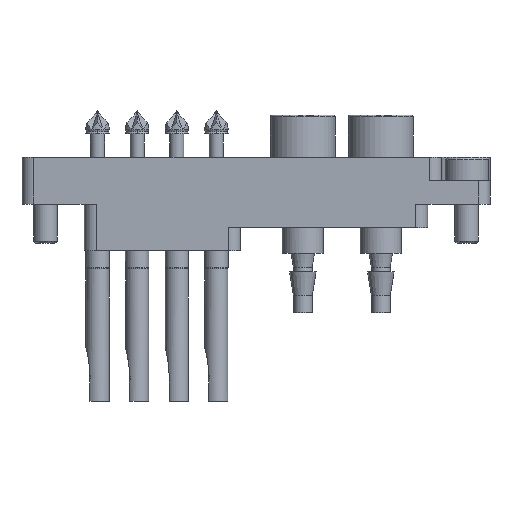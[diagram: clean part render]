
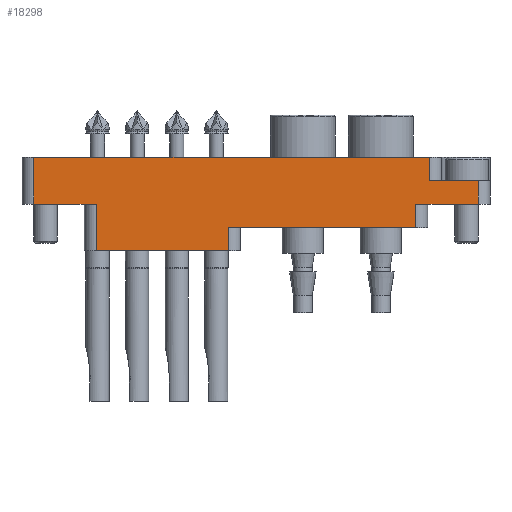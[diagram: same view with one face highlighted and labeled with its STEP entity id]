
A CAD part, left-side view. The second image highlights one B-rep face of the part: STEP entity #18298.
In plain terms, the highlighted planar face has unit normal (-1, 0, 0).
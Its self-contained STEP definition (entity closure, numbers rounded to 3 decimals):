
#10 = DIRECTION ( 'NONE',  ( 0., 1., 0. ) ) ;
#153 = VECTOR ( 'NONE', #25645, 1000. ) ;
#239 = ORIENTED_EDGE ( 'NONE', *, *, #996, .T. ) ;
#317 = FACE_OUTER_BOUND ( 'NONE', #666, .T. ) ;
#395 = ORIENTED_EDGE ( 'NONE', *, *, #19792, .T. ) ;
#666 = EDGE_LOOP ( 'NONE', ( #13120, #395, #19364, #16169, #239, #14265, #11925, #20481, #7206, #11706, #10264, #9878 ) ) ;
#995 = CARTESIAN_POINT ( 'NONE',  ( -14.35, 20.5, -6. ) ) ;
#996 = EDGE_CURVE ( 'NONE', #1465, #9327, #11958, .T. ) ;
#1465 = VERTEX_POINT ( 'NONE', #18848 ) ;
#1477 = VECTOR ( 'NONE', #20375, 1000. ) ;
#2159 = LINE ( 'NONE', #2298, #18466 ) ;
#2298 = CARTESIAN_POINT ( 'NONE',  ( -14.35, 3.5, -9. ) ) ;
#2471 = CARTESIAN_POINT ( 'NONE',  ( -14.35, -28.5, -6. ) ) ;
#2603 = LINE ( 'NONE', #25244, #15882 ) ;
#2659 = VERTEX_POINT ( 'NONE', #7357 ) ;
#2704 = VECTOR ( 'NONE', #12630, 1000. ) ;
#2816 = DIRECTION ( 'NONE',  ( 0., 0., -1. ) ) ;
#2995 = VECTOR ( 'NONE', #10643, 1000. ) ;
#3031 = LINE ( 'NONE', #4918, #10185 ) ;
#3169 = CARTESIAN_POINT ( 'NONE',  ( -14.35, 30., -6. ) ) ;
#3982 = CARTESIAN_POINT ( 'NONE',  ( -14.35, -20.5, -6. ) ) ;
#4647 = VECTOR ( 'NONE', #9345, 1000. ) ;
#4918 = CARTESIAN_POINT ( 'NONE',  ( -14.35, 30., 0. ) ) ;
#5740 = LINE ( 'NONE', #3982, #1477 ) ;
#6171 = EDGE_CURVE ( 'NONE', #16933, #18348, #3031, .T. ) ;
#6614 = PLANE ( 'NONE',  #18408 ) ;
#6893 = VERTEX_POINT ( 'NONE', #8105 ) ;
#6953 = EDGE_CURVE ( 'NONE', #22709, #18348, #16674, .T. ) ;
#7098 = CARTESIAN_POINT ( 'NONE',  ( -14.35, 28.5, -6. ) ) ;
#7206 = ORIENTED_EDGE ( 'NONE', *, *, #6171, .F. ) ;
#7271 = EDGE_CURVE ( 'NONE', #11128, #13694, #21562, .T. ) ;
#7357 = CARTESIAN_POINT ( 'NONE',  ( -14.35, 3.5, -9. ) ) ;
#7448 = VECTOR ( 'NONE', #2816, 1000. ) ;
#7772 = CARTESIAN_POINT ( 'NONE',  ( -14.35, 30., -6. ) ) ;
#8020 = CARTESIAN_POINT ( 'NONE',  ( -14.35, -20.5, -9. ) ) ;
#8105 = CARTESIAN_POINT ( 'NONE',  ( -14.35, 20.5, -12. ) ) ;
#8345 = EDGE_CURVE ( 'NONE', #9327, #20065, #8899, .T. ) ;
#8363 = DIRECTION ( 'NONE',  ( -1., 0., 0. ) ) ;
#8491 = CARTESIAN_POINT ( 'NONE',  ( -14.35, 30., -6. ) ) ;
#8899 = LINE ( 'NONE', #2471, #2995 ) ;
#9216 = CARTESIAN_POINT ( 'NONE',  ( -14.35, -28.5, -6. ) ) ;
#9327 = VERTEX_POINT ( 'NONE', #9216 ) ;
#9345 = DIRECTION ( 'NONE',  ( 0., -1., 0. ) ) ;
#9533 = VECTOR ( 'NONE', #20142, 1000. ) ;
#9878 = ORIENTED_EDGE ( 'NONE', *, *, #25087, .T. ) ;
#10185 = VECTOR ( 'NONE', #18879, 1000. ) ;
#10264 = ORIENTED_EDGE ( 'NONE', *, *, #7271, .T. ) ;
#10643 = DIRECTION ( 'NONE',  ( 0., 0., 1. ) ) ;
#11111 = EDGE_CURVE ( 'NONE', #22709, #20065, #2603, .T. ) ;
#11128 = VERTEX_POINT ( 'NONE', #17225 ) ;
#11706 = ORIENTED_EDGE ( 'NONE', *, *, #17185, .T. ) ;
#11925 = ORIENTED_EDGE ( 'NONE', *, *, #11111, .F. ) ;
#11958 = LINE ( 'NONE', #7772, #9533 ) ;
#12140 = DIRECTION ( 'NONE',  ( 0., -1., 0. ) ) ;
#12275 = CARTESIAN_POINT ( 'NONE',  ( -14.35, -22.25, 0. ) ) ;
#12305 = VERTEX_POINT ( 'NONE', #8020 ) ;
#12630 = DIRECTION ( 'NONE',  ( 0., 1., 0. ) ) ;
#12872 = LINE ( 'NONE', #20828, #2704 ) ;
#13120 = ORIENTED_EDGE ( 'NONE', *, *, #18525, .F. ) ;
#13685 = VECTOR ( 'NONE', #10, 1000. ) ;
#13694 = VERTEX_POINT ( 'NONE', #995 ) ;
#13809 = VERTEX_POINT ( 'NONE', #17761 ) ;
#13959 = EDGE_CURVE ( 'NONE', #12305, #1465, #5740, .T. ) ;
#14265 = ORIENTED_EDGE ( 'NONE', *, *, #8345, .T. ) ;
#15121 = CARTESIAN_POINT ( 'NONE',  ( -14.35, 28.5, 0. ) ) ;
#15331 = DIRECTION ( 'NONE',  ( 0., -1., 0. ) ) ;
#15882 = VECTOR ( 'NONE', #15331, 1000. ) ;
#16169 = ORIENTED_EDGE ( 'NONE', *, *, #13959, .T. ) ;
#16632 = LINE ( 'NONE', #26427, #13685 ) ;
#16674 = LINE ( 'NONE', #20479, #22225 ) ;
#16933 = VERTEX_POINT ( 'NONE', #15121 ) ;
#17185 = EDGE_CURVE ( 'NONE', #16933, #11128, #25459, .T. ) ;
#17225 = CARTESIAN_POINT ( 'NONE',  ( -14.35, 28.5, -6. ) ) ;
#17761 = CARTESIAN_POINT ( 'NONE',  ( -14.35, 3.5, -12. ) ) ;
#18139 = DIRECTION ( 'NONE',  ( 0., 0., 1. ) ) ;
#18298 = ADVANCED_FACE ( 'NONE', ( #317 ), #6614, .T. ) ;
#18348 = VERTEX_POINT ( 'NONE', #12275 ) ;
#18408 = AXIS2_PLACEMENT_3D ( 'NONE', #8491, #8363, #12140 ) ;
#18466 = VECTOR ( 'NONE', #18139, 1000. ) ;
#18525 = EDGE_CURVE ( 'NONE', #13809, #6893, #16632, .T. ) ;
#18848 = CARTESIAN_POINT ( 'NONE',  ( -14.35, -20.5, -6. ) ) ;
#18879 = DIRECTION ( 'NONE',  ( 0., -1., 0. ) ) ;
#19364 = ORIENTED_EDGE ( 'NONE', *, *, #24226, .F. ) ;
#19792 = EDGE_CURVE ( 'NONE', #13809, #2659, #2159, .T. ) ;
#20065 = VERTEX_POINT ( 'NONE', #24149 ) ;
#20142 = DIRECTION ( 'NONE',  ( 0., -1., 0. ) ) ;
#20375 = DIRECTION ( 'NONE',  ( 0., 0., 1. ) ) ;
#20479 = CARTESIAN_POINT ( 'NONE',  ( -14.35, -22.25, 0. ) ) ;
#20481 = ORIENTED_EDGE ( 'NONE', *, *, #6953, .T. ) ;
#20828 = CARTESIAN_POINT ( 'NONE',  ( -14.35, 2., -9. ) ) ;
#21562 = LINE ( 'NONE', #3169, #4647 ) ;
#21922 = CARTESIAN_POINT ( 'NONE',  ( -14.35, 20.5, -12. ) ) ;
#22225 = VECTOR ( 'NONE', #24472, 1000. ) ;
#22709 = VERTEX_POINT ( 'NONE', #23041 ) ;
#23041 = CARTESIAN_POINT ( 'NONE',  ( -14.35, -22.25, -3. ) ) ;
#23649 = LINE ( 'NONE', #21922, #153 ) ;
#24149 = CARTESIAN_POINT ( 'NONE',  ( -14.35, -28.5, -3. ) ) ;
#24226 = EDGE_CURVE ( 'NONE', #12305, #2659, #12872, .T. ) ;
#24472 = DIRECTION ( 'NONE',  ( 0., 0., 1. ) ) ;
#25087 = EDGE_CURVE ( 'NONE', #13694, #6893, #23649, .T. ) ;
#25244 = CARTESIAN_POINT ( 'NONE',  ( -14.35, -30., -3. ) ) ;
#25459 = LINE ( 'NONE', #7098, #7448 ) ;
#25645 = DIRECTION ( 'NONE',  ( 0., 0., -1. ) ) ;
#26427 = CARTESIAN_POINT ( 'NONE',  ( -14.35, 22., -12. ) ) ;
